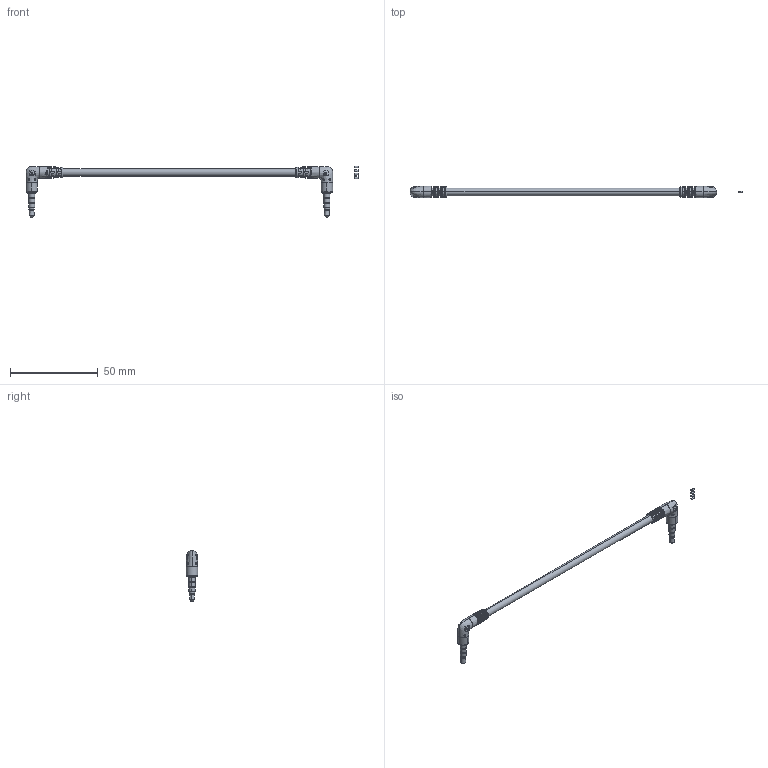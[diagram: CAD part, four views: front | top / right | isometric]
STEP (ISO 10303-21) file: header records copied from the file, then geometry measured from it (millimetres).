
FILE_DESCRIPTION (( 'STEP AP203' ), '1' );
FILE_NAME ('10-03753.STEP', '2020-08-10T19:46:45', ( '' ), ( '' ), 'SwSTEP 2.0', 'SolidWorks 2015', '' );
FILE_SCHEMA (( 'CONFIG_CONTROL_DESIGN' ));
Length unit declared in the file: millimetre
Products named in the file (4): 30-01375_blunt cut; 24-00085; 50-00397; 10-03753
Assembly tree (5 placements, depth 2):
  10-03753
    30-01375_blunt cut
    24-00085  x2
    50-00397  x2
Bounding box: 189.5 x 6.5 x 29.2 mm (x, y, z)
Volume: 4277 mm3; surface area: 22793.9 mm2
Topology: 92 solids, 92 shells, 1146 faces, 2552 edges, 1580 vertices
Faces by surface type: cylinder 446, plane 316, bspline 292, torus 52, cone 40
Entity records: 28371 total; most frequent: CARTESIAN_POINT 10660, DIRECTION 3558, ORIENTED_EDGE 3442, EDGE_CURVE 1721, AXIS2_PLACEMENT_3D 1556, VERTEX_POINT 1108, EDGE_LOOP 995, CIRCLE 880
